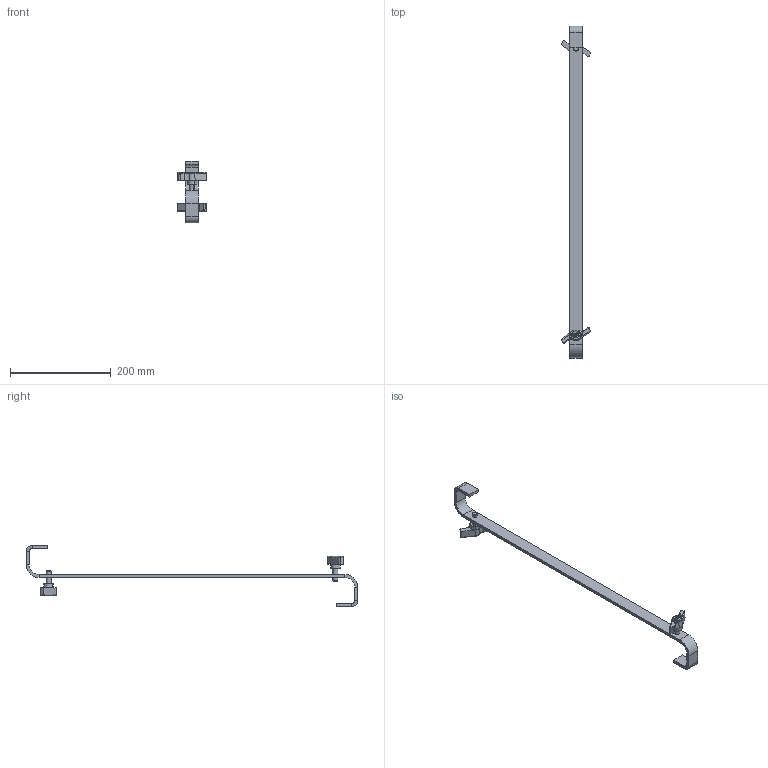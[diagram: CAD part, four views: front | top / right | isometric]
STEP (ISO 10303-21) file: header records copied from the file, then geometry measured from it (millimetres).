
FILE_DESCRIPTION (( 'STEP AP203' ), '1' );
FILE_NAME ('T19910.STEP', '2018-07-13T15:35:28', ( '' ), ( '' ), 'SwSTEP 2.0', 'SolidWorks 2016', '' );
FILE_SCHEMA (( 'CONFIG_CONTROL_DESIGN' ));
Length unit declared in the file: millimetre
Products named in the file (3): TH1768; T19910; Doughty Knob_S0154
Assembly tree (3 placements, depth 2):
  T19910
    TH1768
    Doughty Knob_S0154  x2
Bounding box: 59.61 x 660 x 122 mm (x, y, z)
Volume: 155925.4 mm3; surface area: 61592.3 mm2
Topology: 3 solids, 3 shells, 503 faces, 1286 edges, 836 vertices
Faces by surface type: plane 299, cylinder 92, bspline 72, cone 24, torus 16
Entity records: 16116 total; most frequent: CARTESIAN_POINT 6982, ORIENTED_EDGE 1938, DIRECTION 1583, EDGE_CURVE 969, VECTOR 689, LINE 689, VERTEX_POINT 630, AXIS2_PLACEMENT_3D 447
